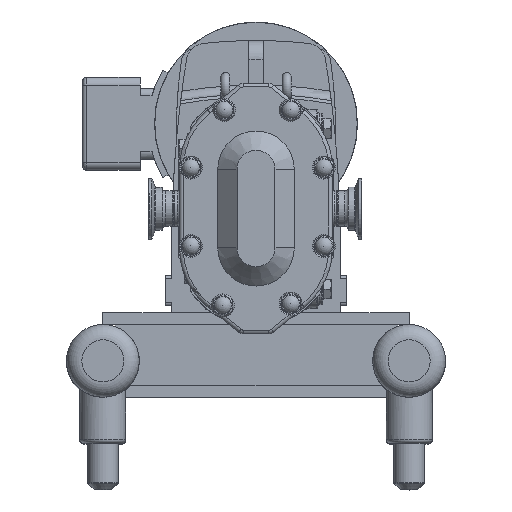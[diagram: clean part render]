
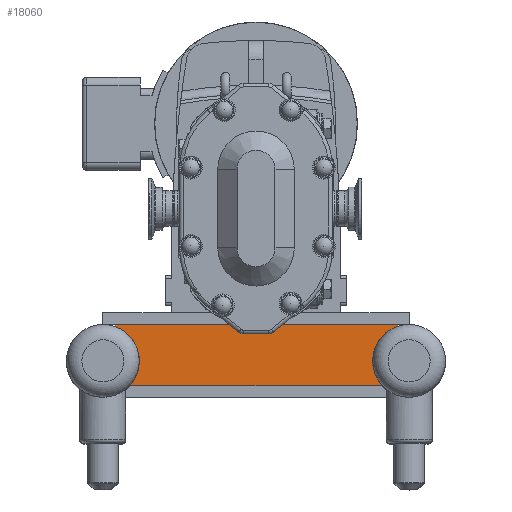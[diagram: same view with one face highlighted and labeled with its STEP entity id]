
A CAD part, top view. The second image highlights one B-rep face of the part: STEP entity #18060.
In plain terms, the highlighted planar face has unit normal (0, 0, 1).
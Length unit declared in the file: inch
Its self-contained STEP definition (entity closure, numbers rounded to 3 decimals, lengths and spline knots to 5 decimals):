
#939=CIRCLE('',#19191,1.19);
#940=CIRCLE('',#19192,1.19);
#2295=FACE_OUTER_BOUND('',#3341,.T.);
#3341=EDGE_LOOP('',(#12081,#12082,#12083,#12084,#12085,#12086));
#4483=LINE('',#27186,#5840);
#4487=LINE('',#27199,#5844);
#4488=LINE('',#27203,#5845);
#4489=LINE('',#27206,#5846);
#5840=VECTOR('',#21474,0.3937);
#5844=VECTOR('',#21482,0.3937);
#5845=VECTOR('',#21485,0.3937);
#5846=VECTOR('',#21488,0.3937);
#7236=VERTEX_POINT('',#27179);
#7238=VERTEX_POINT('',#27184);
#7242=VERTEX_POINT('',#27198);
#7243=VERTEX_POINT('',#27200);
#7244=VERTEX_POINT('',#27202);
#7245=VERTEX_POINT('',#27204);
#9154=EDGE_CURVE('',#7236,#7238,#4483,.T.);
#9159=EDGE_CURVE('',#7238,#7242,#4487,.T.);
#9160=EDGE_CURVE('',#7242,#7243,#939,.T.);
#9161=EDGE_CURVE('',#7243,#7244,#4488,.T.);
#9162=EDGE_CURVE('',#7244,#7245,#940,.T.);
#9163=EDGE_CURVE('',#7245,#7236,#4489,.T.);
#12081=ORIENTED_EDGE('',*,*,#9154,.T.);
#12082=ORIENTED_EDGE('',*,*,#9159,.T.);
#12083=ORIENTED_EDGE('',*,*,#9160,.T.);
#12084=ORIENTED_EDGE('',*,*,#9161,.T.);
#12085=ORIENTED_EDGE('',*,*,#9162,.T.);
#12086=ORIENTED_EDGE('',*,*,#9163,.T.);
#17524=PLANE('',#19190);
#18060=ADVANCED_FACE('',(#2295),#17524,.T.);
#19190=AXIS2_PLACEMENT_3D('',#27197,#21480,#21481);
#19191=AXIS2_PLACEMENT_3D('',#27201,#21483,#21484);
#19192=AXIS2_PLACEMENT_3D('',#27205,#21486,#21487);
#21474=DIRECTION('',(-1.,0.,0.));
#21480=DIRECTION('center_axis',(0.,0.,
1.));
#21481=DIRECTION('ref_axis',(1.,0.,0.));
#21482=DIRECTION('',(0.,-1.,0.));
#21483=DIRECTION('center_axis',(0.,0.,
-1.));
#21484=DIRECTION('ref_axis',(0.733,-0.681,0.));
#21485=DIRECTION('',(1.,0.,0.));
#21486=DIRECTION('center_axis',(0.,0.,
-1.));
#21487=DIRECTION('ref_axis',(-0.311,0.95,0.));
#21488=DIRECTION('',(0.,1.,0.));
#27179=CARTESIAN_POINT('',(4.63,-3.7815,-4.445));
#27184=CARTESIAN_POINT('',(-4.62,-3.7815,-4.445));
#27186=CARTESIAN_POINT('',(0.00161,-3.7815,-4.445));
#27197=CARTESIAN_POINT('Origin',(0.00321,-4.71672,
-4.445));
#27198=CARTESIAN_POINT('',(-4.62,-3.8413,-4.445));
#27199=CARTESIAN_POINT('',(-4.62,-3.8413,-4.445));
#27200=CARTESIAN_POINT('',(-4.12822,-5.779,-4.445));
#27201=CARTESIAN_POINT('Origin',(-5.,-4.969,-4.445));
#27202=CARTESIAN_POINT('',(4.12822,-5.779,-4.445));
#27203=CARTESIAN_POINT('',(4.12822,-5.779,-4.445));
#27204=CARTESIAN_POINT('',(4.63,-3.83798,-4.445));
#27205=CARTESIAN_POINT('Origin',(5.,-4.969,-4.445));
#27206=CARTESIAN_POINT('',(4.63,-3.779,-4.445));
